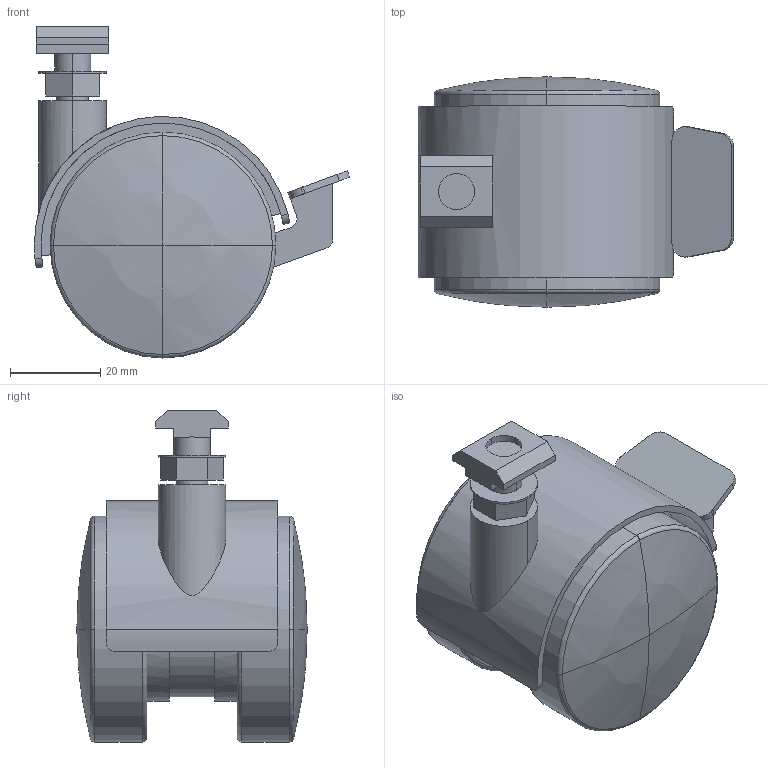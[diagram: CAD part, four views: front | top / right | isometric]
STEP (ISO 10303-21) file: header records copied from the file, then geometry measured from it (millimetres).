
FILE_DESCRIPTION(('STEP AP214'),'1');
FILE_NAME('cctmp_DA4B8DDA-19AA-412A-B7ED-81E808574607_2020_1_13_17_21_50_463..stp','2020-01-13T16:21:50',('Bosch Rexroth AG'),('CADClick - www.CADClick.com'),'Spatial InterOp 3D',' ','unknown authorization - (Healing Option Enabled)');
FILE_SCHEMA(('AUTOMOTIVE_DESIGN'));
Length unit declared in the file: millimetre
Products named in the file (1): 2020_01_13__17-21-50-463
Bounding box: 69.84 x 51 x 73.5 mm (x, y, z)
Volume: 94683.2 mm3; surface area: 22838.6 mm2
Topology: 1 solids, 1 shells, 117 faces, 309 edges, 192 vertices
Faces by surface type: plane 49, cylinder 44, torus 16, sphere 8
Entity records: 4893 total; most frequent: CARTESIAN_POINT 979, DIRECTION 663, ORIENTED_EDGE 602, EDGE_CURVE 301, AXIS2_PLACEMENT_3D 256, VERTEX_POINT 192, LINE 151, VECTOR 151
